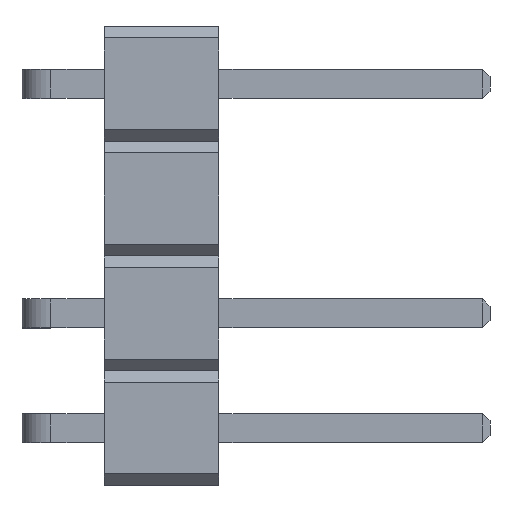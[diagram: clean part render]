
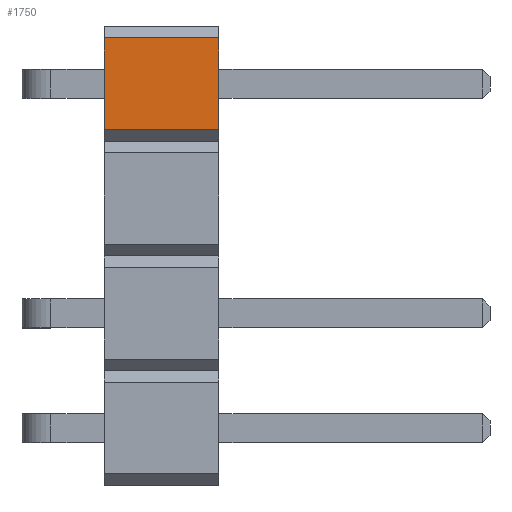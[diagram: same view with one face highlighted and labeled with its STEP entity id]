
A CAD part, top view. The second image highlights one B-rep face of the part: STEP entity #1750.
In plain terms, the highlighted planar face has unit normal (0, 0, 1).
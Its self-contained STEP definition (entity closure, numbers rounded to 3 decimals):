
#41=FACE_OUTER_BOUND('',#144,.T.);
#144=EDGE_LOOP('',(#1194,#1195,#1196,#1197));
#270=LINE('',#2472,#501);
#305=LINE('',#2541,#536);
#321=LINE('',#2571,#552);
#323=LINE('',#2575,#554);
#501=VECTOR('',#2007,1.);
#536=VECTOR('',#2044,1.);
#552=VECTOR('',#2062,1.);
#554=VECTOR('',#2068,1.);
#727=VERTEX_POINT('',#2469);
#728=VERTEX_POINT('',#2471);
#760=VERTEX_POINT('',#2538);
#761=VERTEX_POINT('',#2540);
#882=EDGE_CURVE('',#727,#728,#270,.T.);
#917=EDGE_CURVE('',#761,#760,#305,.T.);
#933=EDGE_CURVE('',#728,#760,#321,.T.);
#935=EDGE_CURVE('',#727,#761,#323,.T.);
#1194=ORIENTED_EDGE('',*,*,#935,.T.);
#1195=ORIENTED_EDGE('',*,*,#917,.T.);
#1196=ORIENTED_EDGE('',*,*,#933,.F.);
#1197=ORIENTED_EDGE('',*,*,#882,.F.);
#1562=PLANE('',#1859);
#1750=ADVANCED_FACE('',(#41),#1562,.T.);
#1859=AXIS2_PLACEMENT_3D('',#2574,#2066,#2067);
#2007=DIRECTION('',(0.,1.,0.));
#2044=DIRECTION('',(0.,1.,0.));
#2062=DIRECTION('',(1.,0.,0.));
#2066=DIRECTION('center_axis',(0.,0.,1.));
#2067=DIRECTION('ref_axis',(0.,1.,0.));
#2068=DIRECTION('',(1.,0.,0.));
#2469=CARTESIAN_POINT('',(1.5,-1.016,2.54));
#2471=CARTESIAN_POINT('',(1.5,1.016,2.54));
#2472=CARTESIAN_POINT('',(1.5,-1.016,2.54));
#2538=CARTESIAN_POINT('',(4.04,1.016,2.54));
#2540=CARTESIAN_POINT('',(4.04,-1.016,2.54));
#2541=CARTESIAN_POINT('',(4.04,-1.016,2.54));
#2571=CARTESIAN_POINT('',(1.5,1.016,2.54));
#2574=CARTESIAN_POINT('Origin',(1.5,-1.016,2.54));
#2575=CARTESIAN_POINT('',(1.5,-1.016,2.54));
